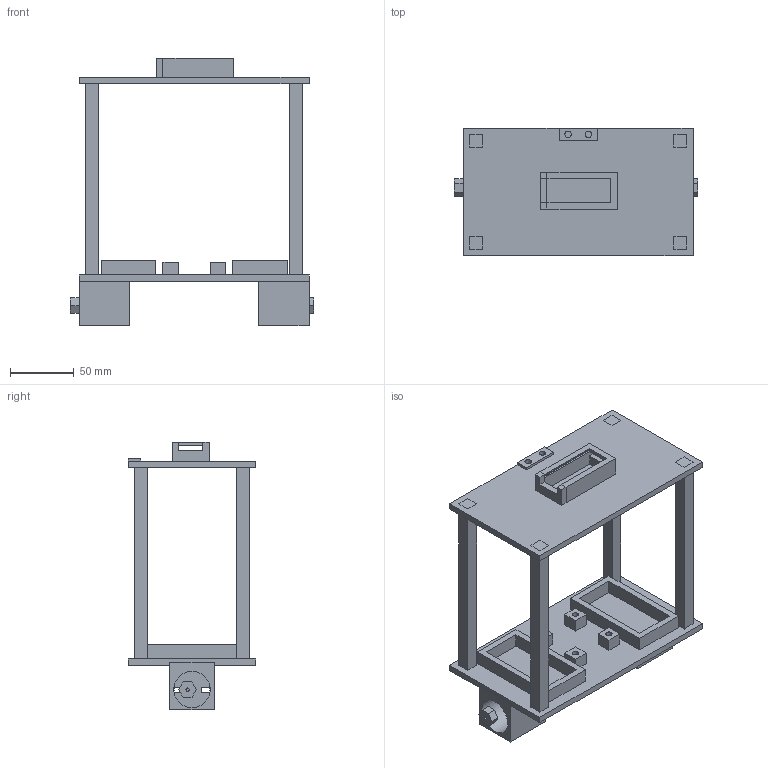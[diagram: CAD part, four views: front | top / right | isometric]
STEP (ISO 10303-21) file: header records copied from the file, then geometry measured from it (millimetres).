
FILE_DESCRIPTION(/* description */ (''),/* implementation_level */ '2;1');
FILE_NAME(/* name */ 'SELF_BLANCE_ROBOT v3.step',/* time_stamp */ '2024-10-13T13:49:19-04:00',/* author */ (''),/* organization */ (''),/* preprocessor_version */ 'ST-DEVELOPER v20',/* originating_system */ 'Autodesk Translation Framework v13.20.0.188',/* authorisation */ '');
FILE_SCHEMA (('AUTOMOTIVE_DESIGN { 1 0 10303 214 3 1 1 }'));
Length unit declared in the file: millimetre
Products named in the file (1): SELF_BLANCE_ROBOT
Bounding box: 190.5 x 100 x 210 mm (x, y, z)
Volume: 327625.7 mm3; surface area: 146337.4 mm2
Topology: 11 solids, 11 shells, 224 faces, 542 edges, 358 vertices
Faces by surface type: plane 206, cylinder 18
Full cylindrical faces by diameter (mm): 2.3 x2, 2.5 x2, 2.6 x2, 4.9 x4, 5 x2, 28.5 x2
Entity records: 6509 total; most frequent: CARTESIAN_POINT 1125, ORIENTED_EDGE 1084, DIRECTION 1028, EDGE_CURVE 542, LINE 506, VECTOR 506, VERTEX_POINT 358, EDGE_LOOP 274
